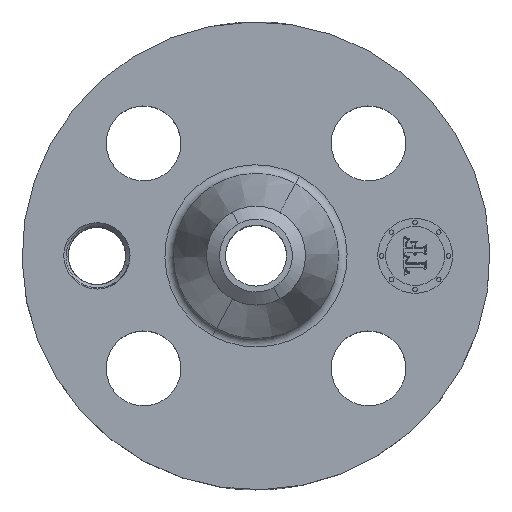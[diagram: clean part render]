
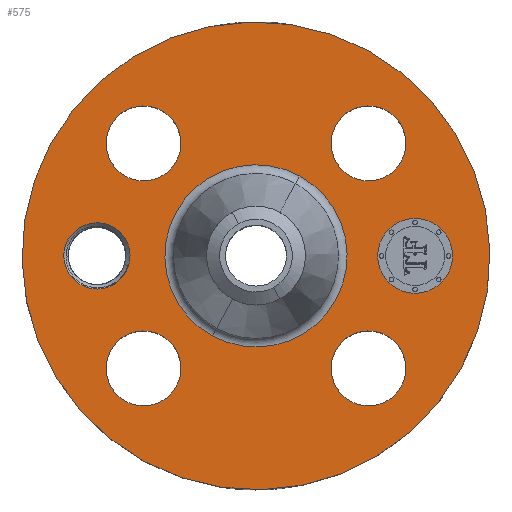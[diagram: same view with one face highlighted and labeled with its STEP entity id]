
A CAD part, top view. The second image highlights one B-rep face of the part: STEP entity #575.
In plain terms, the highlighted planar face has unit normal (0, 0, 1).
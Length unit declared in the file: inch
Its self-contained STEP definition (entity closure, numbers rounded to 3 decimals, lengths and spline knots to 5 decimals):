
#58=AXIS2_PLACEMENT_3D('Circle Axis2P3D',#56,#57,$) ;
#315=AXIS2_PLACEMENT_3D('Circle Axis2P3D',#313,#314,$) ;
#443=AXIS2_PLACEMENT_3D('Plane Axis2P3D',#440,#441,#442) ;
#451=AXIS2_PLACEMENT_3D('Circle Axis2P3D',#449,#450,$) ;
#460=AXIS2_PLACEMENT_3D('Circle Axis2P3D',#458,#459,$) ;
#469=AXIS2_PLACEMENT_3D('Circle Axis2P3D',#467,#468,$) ;
#478=AXIS2_PLACEMENT_3D('Circle Axis2P3D',#476,#477,$) ;
#487=AXIS2_PLACEMENT_3D('Circle Axis2P3D',#485,#486,$) ;
#496=AXIS2_PLACEMENT_3D('Circle Axis2P3D',#494,#495,$) ;
#505=AXIS2_PLACEMENT_3D('Circle Axis2P3D',#503,#504,$) ;
#514=AXIS2_PLACEMENT_3D('Circle Axis2P3D',#512,#513,$) ;
#523=AXIS2_PLACEMENT_3D('Circle Axis2P3D',#521,#522,$) ;
#532=AXIS2_PLACEMENT_3D('Circle Axis2P3D',#530,#531,$) ;
#541=AXIS2_PLACEMENT_3D('Circle Axis2P3D',#539,#540,$) ;
#550=AXIS2_PLACEMENT_3D('Circle Axis2P3D',#548,#549,$) ;
#559=AXIS2_PLACEMENT_3D('Circle Axis2P3D',#557,#558,$) ;
#568=AXIS2_PLACEMENT_3D('Circle Axis2P3D',#566,#567,$) ;
#53=CARTESIAN_POINT('Vertex',(-1.4982,-2.74245,1.75)) ;
#56=CARTESIAN_POINT('Axis2P3D Location',(0.,0.,1.75)) ;
#60=CARTESIAN_POINT('Vertex',(1.4982,2.74245,1.75)) ;
#313=CARTESIAN_POINT('Axis2P3D Location',(0.,0.,1.75)) ;
#440=CARTESIAN_POINT('Axis2P3D Location',(0.,3.125,1.75)) ;
#449=CARTESIAN_POINT('Axis2P3D Location',(-2.125,0.,1.75)) ;
#453=CARTESIAN_POINT('Vertex',(-2.51359,0.21229,1.75)) ;
#455=CARTESIAN_POINT('Vertex',(-1.73641,-0.21229,1.75)) ;
#458=CARTESIAN_POINT('Axis2P3D Location',(-2.125,0.,1.75)) ;
#467=CARTESIAN_POINT('Axis2P3D Location',(1.5026,-1.5026,1.75)) ;
#471=CARTESIAN_POINT('Vertex',(1.06381,-1.26289,1.75)) ;
#473=CARTESIAN_POINT('Vertex',(1.94139,-1.74231,1.75)) ;
#476=CARTESIAN_POINT('Axis2P3D Location',(1.5026,-1.5026,1.75)) ;
#485=CARTESIAN_POINT('Axis2P3D Location',(0.,0.,1.75)) ;
#489=CARTESIAN_POINT('Vertex',(-0.5836,-1.06827,1.75)) ;
#491=CARTESIAN_POINT('Vertex',(0.5836,1.06827,1.75)) ;
#494=CARTESIAN_POINT('Axis2P3D Location',(0.,0.,1.75)) ;
#503=CARTESIAN_POINT('Axis2P3D Location',(-1.5026,-1.5026,1.75)) ;
#507=CARTESIAN_POINT('Vertex',(-1.74231,-1.94139,1.75)) ;
#509=CARTESIAN_POINT('Vertex',(-1.26289,-1.06381,1.75)) ;
#512=CARTESIAN_POINT('Axis2P3D Location',(-1.5026,-1.5026,1.75)) ;
#521=CARTESIAN_POINT('Axis2P3D Location',(-1.5026,1.5026,1.75)) ;
#525=CARTESIAN_POINT('Vertex',(-1.94139,1.74231,1.75)) ;
#527=CARTESIAN_POINT('Vertex',(-1.06381,1.26289,1.75)) ;
#530=CARTESIAN_POINT('Axis2P3D Location',(-1.5026,1.5026,1.75)) ;
#539=CARTESIAN_POINT('Axis2P3D Location',(1.5026,1.5026,1.75)) ;
#543=CARTESIAN_POINT('Vertex',(1.74231,1.94139,1.75)) ;
#545=CARTESIAN_POINT('Vertex',(1.26289,1.06381,1.75)) ;
#548=CARTESIAN_POINT('Axis2P3D Location',(1.5026,1.5026,1.75)) ;
#557=CARTESIAN_POINT('Axis2P3D Location',(2.125,0.,1.75)) ;
#561=CARTESIAN_POINT('Vertex',(2.125,0.5,1.75)) ;
#563=CARTESIAN_POINT('Vertex',(2.125,-0.5,1.75)) ;
#566=CARTESIAN_POINT('Axis2P3D Location',(2.125,0.,1.75)) ;
#57=DIRECTION('Axis2P3D Direction',(0.,0.,-0.039)) ;
#314=DIRECTION('Axis2P3D Direction',(0.,0.,-0.039)) ;
#441=DIRECTION('Axis2P3D Direction',(0.,0.,-0.039)) ;
#442=DIRECTION('Axis2P3D XDirection',(0.039,0.,0.)) ;
#450=DIRECTION('Axis2P3D Direction',(0.,0.,-0.039)) ;
#459=DIRECTION('Axis2P3D Direction',(0.,0.,-0.039)) ;
#468=DIRECTION('Axis2P3D Direction',(0.,0.,-0.039)) ;
#477=DIRECTION('Axis2P3D Direction',(0.,0.,-0.039)) ;
#486=DIRECTION('Axis2P3D Direction',(0.,0.,-0.039)) ;
#495=DIRECTION('Axis2P3D Direction',(0.,0.,-0.039)) ;
#504=DIRECTION('Axis2P3D Direction',(0.,0.,-0.039)) ;
#513=DIRECTION('Axis2P3D Direction',(0.,0.,-0.039)) ;
#522=DIRECTION('Axis2P3D Direction',(0.,0.,-0.039)) ;
#531=DIRECTION('Axis2P3D Direction',(0.,0.,-0.039)) ;
#540=DIRECTION('Axis2P3D Direction',(0.,0.,-0.039)) ;
#549=DIRECTION('Axis2P3D Direction',(0.,0.,-0.039)) ;
#558=DIRECTION('Axis2P3D Direction',(0.,0.,-0.039)) ;
#567=DIRECTION('Axis2P3D Direction',(0.,0.,-0.039)) ;
#446=ORIENTED_EDGE('',*,*,#317,.F.) ;
#447=ORIENTED_EDGE('',*,*,#62,.F.) ;
#464=ORIENTED_EDGE('',*,*,#457,.T.) ;
#465=ORIENTED_EDGE('',*,*,#462,.T.) ;
#482=ORIENTED_EDGE('',*,*,#475,.T.) ;
#483=ORIENTED_EDGE('',*,*,#480,.T.) ;
#500=ORIENTED_EDGE('',*,*,#493,.T.) ;
#501=ORIENTED_EDGE('',*,*,#498,.T.) ;
#518=ORIENTED_EDGE('',*,*,#511,.T.) ;
#519=ORIENTED_EDGE('',*,*,#516,.T.) ;
#536=ORIENTED_EDGE('',*,*,#529,.T.) ;
#537=ORIENTED_EDGE('',*,*,#534,.T.) ;
#554=ORIENTED_EDGE('',*,*,#547,.T.) ;
#555=ORIENTED_EDGE('',*,*,#552,.T.) ;
#572=ORIENTED_EDGE('',*,*,#565,.T.) ;
#573=ORIENTED_EDGE('',*,*,#570,.T.) ;
#466=FACE_BOUND('',#463,.T.) ;
#484=FACE_BOUND('',#481,.T.) ;
#502=FACE_BOUND('',#499,.T.) ;
#520=FACE_BOUND('',#517,.T.) ;
#538=FACE_BOUND('',#535,.T.) ;
#556=FACE_BOUND('',#553,.T.) ;
#574=FACE_BOUND('',#571,.T.) ;
#575=ADVANCED_FACE('PartBody',(#448,#466,#484,#502,#520,#538,#556,#574),#444,.F.) ;
#59=CIRCLE('generated circle',#58,3.125) ;
#316=CIRCLE('generated circle',#315,3.125) ;
#452=CIRCLE('generated circle',#451,0.4428) ;
#461=CIRCLE('generated circle',#460,0.4428) ;
#470=CIRCLE('generated circle',#469,0.5) ;
#479=CIRCLE('generated circle',#478,0.5) ;
#488=CIRCLE('generated circle',#487,1.21728) ;
#497=CIRCLE('generated circle',#496,1.21728) ;
#506=CIRCLE('generated circle',#505,0.5) ;
#515=CIRCLE('generated circle',#514,0.5) ;
#524=CIRCLE('generated circle',#523,0.5) ;
#533=CIRCLE('generated circle',#532,0.5) ;
#542=CIRCLE('generated circle',#541,0.5) ;
#551=CIRCLE('generated circle',#550,0.5) ;
#560=CIRCLE('generated circle',#559,0.5) ;
#569=CIRCLE('generated circle',#568,0.5) ;
#62=EDGE_CURVE('',#54,#61,#59,.T.) ;
#317=EDGE_CURVE('',#61,#54,#316,.T.) ;
#457=EDGE_CURVE('',#454,#456,#452,.T.) ;
#462=EDGE_CURVE('',#456,#454,#461,.T.) ;
#475=EDGE_CURVE('',#472,#474,#470,.T.) ;
#480=EDGE_CURVE('',#474,#472,#479,.T.) ;
#493=EDGE_CURVE('',#490,#492,#488,.T.) ;
#498=EDGE_CURVE('',#492,#490,#497,.T.) ;
#511=EDGE_CURVE('',#508,#510,#506,.T.) ;
#516=EDGE_CURVE('',#510,#508,#515,.T.) ;
#529=EDGE_CURVE('',#526,#528,#524,.T.) ;
#534=EDGE_CURVE('',#528,#526,#533,.T.) ;
#547=EDGE_CURVE('',#544,#546,#542,.T.) ;
#552=EDGE_CURVE('',#546,#544,#551,.T.) ;
#565=EDGE_CURVE('',#562,#564,#560,.T.) ;
#570=EDGE_CURVE('',#564,#562,#569,.T.) ;
#445=EDGE_LOOP('',(#446,#447)) ;
#463=EDGE_LOOP('',(#464,#465)) ;
#481=EDGE_LOOP('',(#482,#483)) ;
#499=EDGE_LOOP('',(#500,#501)) ;
#517=EDGE_LOOP('',(#518,#519)) ;
#535=EDGE_LOOP('',(#536,#537)) ;
#553=EDGE_LOOP('',(#554,#555)) ;
#571=EDGE_LOOP('',(#572,#573)) ;
#448=FACE_OUTER_BOUND('',#445,.T.) ;
#444=PLANE('',#443) ;
#54=VERTEX_POINT('',#53) ;
#61=VERTEX_POINT('',#60) ;
#454=VERTEX_POINT('',#453) ;
#456=VERTEX_POINT('',#455) ;
#472=VERTEX_POINT('',#471) ;
#474=VERTEX_POINT('',#473) ;
#490=VERTEX_POINT('',#489) ;
#492=VERTEX_POINT('',#491) ;
#508=VERTEX_POINT('',#507) ;
#510=VERTEX_POINT('',#509) ;
#526=VERTEX_POINT('',#525) ;
#528=VERTEX_POINT('',#527) ;
#544=VERTEX_POINT('',#543) ;
#546=VERTEX_POINT('',#545) ;
#562=VERTEX_POINT('',#561) ;
#564=VERTEX_POINT('',#563) ;
